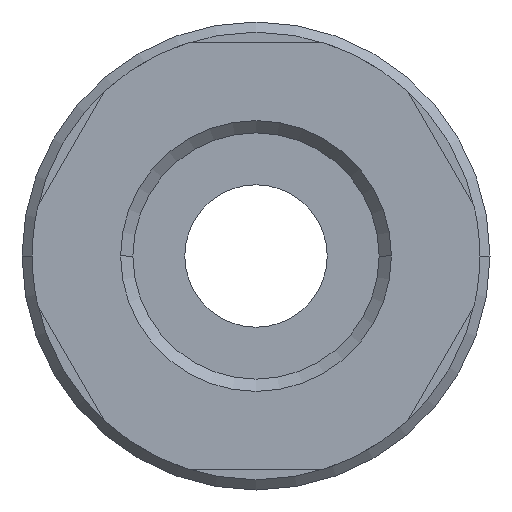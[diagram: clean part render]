
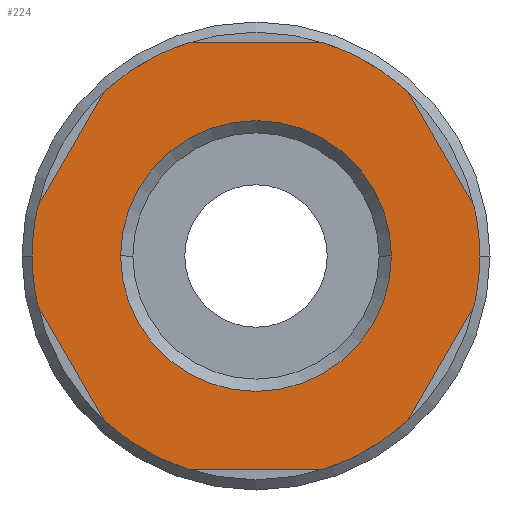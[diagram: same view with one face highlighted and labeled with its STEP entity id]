
A CAD part, front view. The second image highlights one B-rep face of the part: STEP entity #224.
In plain terms, the highlighted planar face has unit normal (0, -1, 0).
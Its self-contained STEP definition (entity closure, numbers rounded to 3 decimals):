
#224=ADVANCED_FACE('',(#467,#468),#469,.T.);
#467=FACE_BOUND('',#722,.T.);
#468=FACE_OUTER_BOUND('',#723,.T.);
#469=PLANE('',#724);
#722=EDGE_LOOP('',(#1283,#1284));
#723=EDGE_LOOP('',(#1285,#1286,#1287,#1288,#1289,#1290,#1291,#1292,#1293,#1294,#1295,#1296,#1297,#1298));
#724=AXIS2_PLACEMENT_3D('',#1299,#1300,#1301);
#1283=ORIENTED_EDGE('',*,*,#1657,.T.);
#1284=ORIENTED_EDGE('',*,*,#1664,.T.);
#1285=ORIENTED_EDGE('',*,*,#1479,.T.);
#1286=ORIENTED_EDGE('',*,*,#1540,.F.);
#1287=ORIENTED_EDGE('',*,*,#1484,.T.);
#1288=ORIENTED_EDGE('',*,*,#1679,.F.);
#1289=ORIENTED_EDGE('',*,*,#1668,.T.);
#1290=ORIENTED_EDGE('',*,*,#1622,.F.);
#1291=ORIENTED_EDGE('',*,*,#1680,.F.);
#1292=ORIENTED_EDGE('',*,*,#1681,.T.);
#1293=ORIENTED_EDGE('',*,*,#1682,.F.);
#1294=ORIENTED_EDGE('',*,*,#1683,.T.);
#1295=ORIENTED_EDGE('',*,*,#1647,.F.);
#1296=ORIENTED_EDGE('',*,*,#1616,.T.);
#1297=ORIENTED_EDGE('',*,*,#1582,.F.);
#1298=ORIENTED_EDGE('',*,*,#1619,.F.);
#1299=CARTESIAN_POINT('',(5.5,0.0,0.0));
#1300=DIRECTION('',(-0.0,-1.0,-0.0));
#1301=DIRECTION('',(-1.0,0.0,0.0));
#1479=EDGE_CURVE('',#1754,#1751,#1755,.T.);
#1484=EDGE_CURVE('',#1763,#1760,#1764,.T.);
#1540=EDGE_CURVE('',#1763,#1751,#1855,.T.);
#1582=EDGE_CURVE('',#1914,#1916,#1917,.T.);
#1616=EDGE_CURVE('',#1961,#1916,#1962,.T.);
#1619=EDGE_CURVE('',#1754,#1914,#1965,.T.);
#1622=EDGE_CURVE('',#1967,#1969,#1970,.T.);
#1647=EDGE_CURVE('',#1961,#1995,#1997,.T.);
#1657=EDGE_CURVE('',#2012,#2010,#2013,.T.);
#1664=EDGE_CURVE('',#2010,#2012,#2020,.T.);
#1668=EDGE_CURVE('',#2024,#1969,#2025,.T.);
#1679=EDGE_CURVE('',#2024,#1760,#2036,.T.);
#1680=EDGE_CURVE('',#2037,#1967,#2038,.T.);
#1681=EDGE_CURVE('',#2037,#2039,#2040,.T.);
#1682=EDGE_CURVE('',#2041,#2039,#2042,.T.);
#1683=EDGE_CURVE('',#2041,#1995,#2043,.T.);
#1751=VERTEX_POINT('',#2173);
#1754=VERTEX_POINT('',#2177);
#1755=LINE('',#2178,#2179);
#1760=VERTEX_POINT('',#2186);
#1763=VERTEX_POINT('',#2190);
#1764=LINE('',#2191,#2192);
#1855=CIRCLE('',#2384,11.0);
#1914=VERTEX_POINT('',#2540);
#1916=VERTEX_POINT('',#2543);
#1917=CIRCLE('',#2544,11.0);
#1961=VERTEX_POINT('',#2633);
#1962=LINE('',#2634,#2635);
#1965=CIRCLE('',#2639,11.0);
#1967=VERTEX_POINT('',#2641);
#1969=VERTEX_POINT('',#2644);
#1970=CIRCLE('',#2645,11.0);
#1995=VERTEX_POINT('',#2674);
#1997=CIRCLE('',#2677,11.0);
#2010=VERTEX_POINT('',#2690);
#2012=VERTEX_POINT('',#2693);
#2013=CIRCLE('',#2694,6.655);
#2020=CIRCLE('',#2702,6.655);
#2024=VERTEX_POINT('',#2707);
#2025=LINE('',#2708,#2709);
#2036=CIRCLE('',#2723,11.0);
#2037=VERTEX_POINT('',#2724);
#2038=CIRCLE('',#2725,11.0);
#2039=VERTEX_POINT('',#2726);
#2040=LINE('',#2727,#2728);
#2041=VERTEX_POINT('',#2729);
#2042=CIRCLE('',#2730,11.0);
#2043=LINE('',#2731,#2732);
#2173=CARTESIAN_POINT('',(-7.454,0.0,-8.089));
#2177=CARTESIAN_POINT('',(-10.733,0.0,-2.411));
#2178=CARTESIAN_POINT('',(-8.406,0.0,-6.441));
#2179=VECTOR('',#2791,1.0);
#2186=CARTESIAN_POINT('',(3.279,0.0,-10.5));
#2190=CARTESIAN_POINT('',(-3.279,0.0,-10.5));
#2191=CARTESIAN_POINT('',(2.75,0.0,-10.5));
#2192=VECTOR('',#2795,1.0);
#2384=AXIS2_PLACEMENT_3D('',#2881,#2882,#2883);
#2540=CARTESIAN_POINT('',(-11.0,0.0,0.));
#2543=CARTESIAN_POINT('',(-10.733,0.0,2.411));
#2544=AXIS2_PLACEMENT_3D('',#2933,#2934,#2935);
#2633=CARTESIAN_POINT('',(-7.454,0.0,8.089));
#2634=CARTESIAN_POINT('',(-8.406,0.0,6.441));
#2635=VECTOR('',#2975,1.0);
#2639=AXIS2_PLACEMENT_3D('',#2977,#2978,#2979);
#2641=CARTESIAN_POINT('',(11.0,0.0,0.));
#2644=CARTESIAN_POINT('',(10.733,0.0,-2.411));
#2645=AXIS2_PLACEMENT_3D('',#2981,#2982,#2983);
#2674=CARTESIAN_POINT('',(-3.279,0.0,10.5));
#2677=AXIS2_PLACEMENT_3D('',#3016,#3017,#3018);
#2690=CARTESIAN_POINT('',(6.655,0.0,0.));
#2693=CARTESIAN_POINT('',(-6.655,0.0,0.));
#2694=AXIS2_PLACEMENT_3D('',#3035,#3036,#3037);
#2702=AXIS2_PLACEMENT_3D('',#3045,#3046,#3047);
#2707=CARTESIAN_POINT('',(7.454,0.0,-8.089));
#2708=CARTESIAN_POINT('',(9.781,0.0,-4.059));
#2709=VECTOR('',#3049,1.0);
#2723=AXIS2_PLACEMENT_3D('',#3056,#3057,#3058);
#2724=CARTESIAN_POINT('',(10.733,0.0,2.411));
#2725=AXIS2_PLACEMENT_3D('',#3059,#3060,#3061);
#2726=CARTESIAN_POINT('',(7.454,0.0,8.089));
#2727=CARTESIAN_POINT('',(9.781,0.0,4.059));
#2728=VECTOR('',#3062,1.0);
#2729=CARTESIAN_POINT('',(3.279,0.0,10.5));
#2730=AXIS2_PLACEMENT_3D('',#3063,#3064,#3065);
#2731=CARTESIAN_POINT('',(2.75,0.0,10.5));
#2732=VECTOR('',#3066,1.0);
#2791=DIRECTION('',(0.5,0.0,-0.866));
#2795=DIRECTION('',(1.0,-0.0,0.0));
#2881=CARTESIAN_POINT('',(0.0,0.0,0.0));
#2882=DIRECTION('',(-0.0,1.0,0.0));
#2883=DIRECTION('',(1.0,0.0,0.0));
#2933=CARTESIAN_POINT('',(0.0,0.0,0.0));
#2934=DIRECTION('',(-0.0,1.0,0.0));
#2935=DIRECTION('',(1.0,0.0,0.0));
#2975=DIRECTION('',(-0.5,0.0,-0.866));
#2977=CARTESIAN_POINT('',(0.0,0.0,0.0));
#2978=DIRECTION('',(-0.0,1.0,0.0));
#2979=DIRECTION('',(1.0,0.0,0.0));
#2981=CARTESIAN_POINT('',(0.0,0.0,0.0));
#2982=DIRECTION('',(-0.0,1.0,0.0));
#2983=DIRECTION('',(1.0,0.0,0.0));
#3016=CARTESIAN_POINT('',(0.0,0.0,0.0));
#3017=DIRECTION('',(-0.0,1.0,0.0));
#3018=DIRECTION('',(1.0,0.0,0.0));
#3035=CARTESIAN_POINT('',(0.0,0.0,0.0));
#3036=DIRECTION('',(-0.0,1.0,0.0));
#3037=DIRECTION('',(1.0,0.0,0.0));
#3045=CARTESIAN_POINT('',(0.0,0.0,0.0));
#3046=DIRECTION('',(-0.0,1.0,0.0));
#3047=DIRECTION('',(1.0,0.0,0.0));
#3049=DIRECTION('',(0.5,-0.0,0.866));
#3056=CARTESIAN_POINT('',(0.0,0.0,0.0));
#3057=DIRECTION('',(-0.0,1.0,0.0));
#3058=DIRECTION('',(1.0,0.0,0.0));
#3059=CARTESIAN_POINT('',(0.0,0.0,0.0));
#3060=DIRECTION('',(-0.0,1.0,0.0));
#3061=DIRECTION('',(1.0,0.0,0.0));
#3062=DIRECTION('',(-0.5,0.0,0.866));
#3063=CARTESIAN_POINT('',(0.0,0.0,0.0));
#3064=DIRECTION('',(-0.0,1.0,0.0));
#3065=DIRECTION('',(1.0,0.0,0.0));
#3066=DIRECTION('',(-1.0,0.0,0.));
